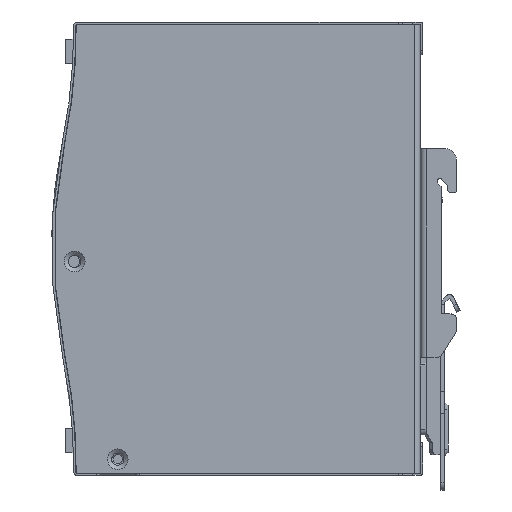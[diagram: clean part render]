
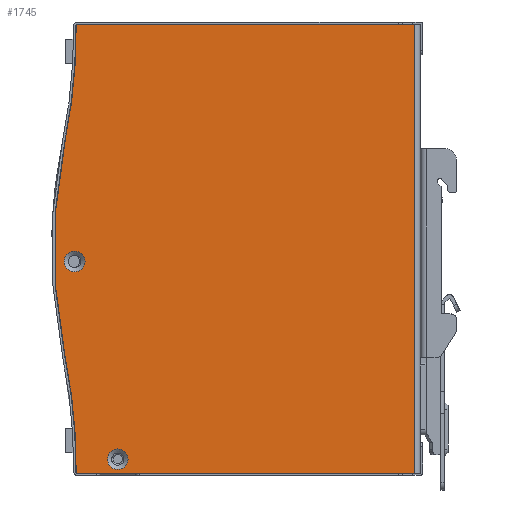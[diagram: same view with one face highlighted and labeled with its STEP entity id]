
A CAD part, front view. The second image highlights one B-rep face of the part: STEP entity #1745.
In plain terms, the highlighted planar face has unit normal (0, -1, 0).
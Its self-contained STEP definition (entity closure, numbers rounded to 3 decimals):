
#1590=CARTESIAN_POINT('',(84.453,13.236,74.0));
#1591=VERTEX_POINT('',#1590);
#1599=CARTESIAN_POINT('',(84.453,13.236,-50.0));
#1600=VERTEX_POINT('',#1599);
#1601=CARTESIAN_POINT('',(84.453,13.236,74.0));
#1602=DIRECTION('',(0.0,0.0,-1.0));
#1603=VECTOR('',#1602,124.0);
#1604=LINE('',#1601,#1603);
#1605=EDGE_CURVE('',#1591,#1600,#1604,.T.);
#1656=CARTESIAN_POINT('',(-13.667,13.236,0.0));
#1657=DIRECTION('',(0.0,-1.0,0.0));
#1658=DIRECTION('',(0.0,0.0,-1.0));
#1659=AXIS2_PLACEMENT_3D('',#1656,#1657,#1658);
#1660=PLANE('',#1659);
#1661=CARTESIAN_POINT('',(-8.439,13.236,-50.0));
#1662=VERTEX_POINT('',#1661);
#1663=CARTESIAN_POINT('',(84.453,13.236,-50.0));
#1664=DIRECTION('',(-1.0,0.0,0.0));
#1665=VECTOR('',#1664,92.892);
#1666=LINE('',#1663,#1665);
#1667=EDGE_CURVE('',#1600,#1662,#1666,.T.);
#1668=ORIENTED_EDGE('',*,*,#1667,.F.);
#1669=ORIENTED_EDGE('',*,*,#1605,.F.);
#1670=CARTESIAN_POINT('',(-8.439,13.236,74.0));
#1671=VERTEX_POINT('',#1670);
#1672=CARTESIAN_POINT('',(84.453,13.236,74.0));
#1673=DIRECTION('',(-1.0,0.0,0.0));
#1674=VECTOR('',#1673,92.892);
#1675=LINE('',#1672,#1674);
#1676=EDGE_CURVE('',#1591,#1671,#1675,.T.);
#1677=ORIENTED_EDGE('',*,*,#1676,.T.);
#1678=CARTESIAN_POINT('',(-8.939,13.236,73.495));
#1679=VERTEX_POINT('',#1678);
#1680=CARTESIAN_POINT('',(-8.439,13.236,73.5));
#1681=DIRECTION('',(0.0,-1.0,0.0));
#1682=DIRECTION('',(-1.0,0.0,0.0));
#1683=AXIS2_PLACEMENT_3D('',#1680,#1681,#1682);
#1684=CIRCLE('',#1683,0.5);
#1685=EDGE_CURVE('',#1671,#1679,#1684,.T.);
#1686=ORIENTED_EDGE('',*,*,#1685,.T.);
#1687=CARTESIAN_POINT('',(-11.964,13.236,42.01));
#1688=VERTEX_POINT('',#1687);
#1689=CARTESIAN_POINT('',(-158.932,13.236,72.019));
#1690=DIRECTION('',(0.0,-1.0,0.0));
#1691=DIRECTION('',(0.0,0.0,-1.0));
#1692=AXIS2_PLACEMENT_3D('',#1689,#1690,#1691);
#1693=CIRCLE('',#1692,150.);
#1694=EDGE_CURVE('',#1688,#1679,#1693,.T.);
#1695=ORIENTED_EDGE('',*,*,#1694,.F.);
#1696=CARTESIAN_POINT('',(-11.964,13.236,-18.01));
#1697=VERTEX_POINT('',#1696);
#1698=CARTESIAN_POINT('',(135.003,13.236,12.));
#1699=DIRECTION('',(0.0,-1.0,0.0));
#1700=DIRECTION('',(0.0,0.0,-1.0));
#1701=AXIS2_PLACEMENT_3D('',#1698,#1699,#1700);
#1702=CIRCLE('',#1701,150.);
#1703=EDGE_CURVE('',#1688,#1697,#1702,.T.);
#1704=ORIENTED_EDGE('',*,*,#1703,.T.);
#1705=CARTESIAN_POINT('',(-8.939,13.236,-49.495));
#1706=VERTEX_POINT('',#1705);
#1707=CARTESIAN_POINT('',(-158.932,13.236,-48.019));
#1708=DIRECTION('',(0.0,-1.0,0.0));
#1709=DIRECTION('',(0.0,0.0,-1.0));
#1710=AXIS2_PLACEMENT_3D('',#1707,#1708,#1709);
#1711=CIRCLE('',#1710,150.);
#1712=EDGE_CURVE('',#1706,#1697,#1711,.T.);
#1713=ORIENTED_EDGE('',*,*,#1712,.F.);
#1714=CARTESIAN_POINT('',(-8.439,13.236,-49.5));
#1715=DIRECTION('',(0.0,-1.0,0.0));
#1716=DIRECTION('',(-1.0,0.0,0.0));
#1717=AXIS2_PLACEMENT_3D('',#1714,#1715,#1716);
#1718=CIRCLE('',#1717,0.5);
#1719=EDGE_CURVE('',#1706,#1662,#1718,.T.);
#1720=ORIENTED_EDGE('',*,*,#1719,.T.);
#1721=EDGE_LOOP('',(#1668,#1669,#1677,#1686,#1695,#1704,#1713,#1720));
#1722=FACE_OUTER_BOUND('',#1721,.T.);
#1723=CARTESIAN_POINT('',(5.403,13.236,-46.1));
#1724=VERTEX_POINT('',#1723);
#1725=CARTESIAN_POINT('',(2.553,13.236,-46.1));
#1726=DIRECTION('',(0.0,1.0,0.0));
#1727=DIRECTION('',(-1.0,0.0,0.0));
#1728=AXIS2_PLACEMENT_3D('',#1725,#1726,#1727);
#1729=CIRCLE('',#1728,2.85);
#1730=EDGE_CURVE('',#1724,#1724,#1729,.T.);
#1731=ORIENTED_EDGE('',*,*,#1730,.T.);
#1732=EDGE_LOOP('',(#1731));
#1733=FACE_BOUND('',#1732,.T.);
#1734=CARTESIAN_POINT('',(-6.497,13.236,8.5));
#1735=VERTEX_POINT('',#1734);
#1736=CARTESIAN_POINT('',(-9.347,13.236,8.5));
#1737=DIRECTION('',(0.0,1.0,0.0));
#1738=DIRECTION('',(-1.0,0.0,0.0));
#1739=AXIS2_PLACEMENT_3D('',#1736,#1737,#1738);
#1740=CIRCLE('',#1739,2.85);
#1741=EDGE_CURVE('',#1735,#1735,#1740,.T.);
#1742=ORIENTED_EDGE('',*,*,#1741,.T.);
#1743=EDGE_LOOP('',(#1742));
#1744=FACE_BOUND('',#1743,.T.);
#1745=ADVANCED_FACE('',(#1722,#1733,#1744),#1660,.T.);
